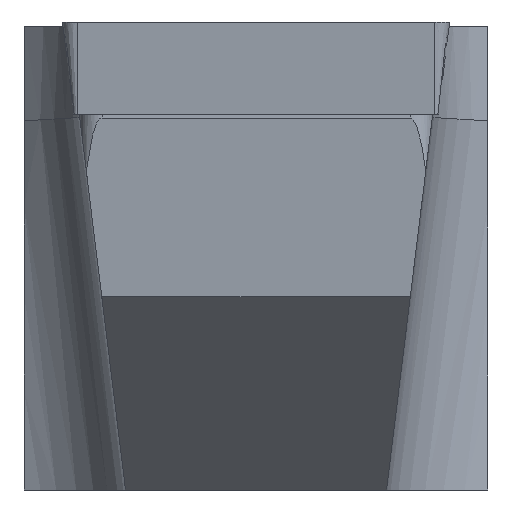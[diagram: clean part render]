
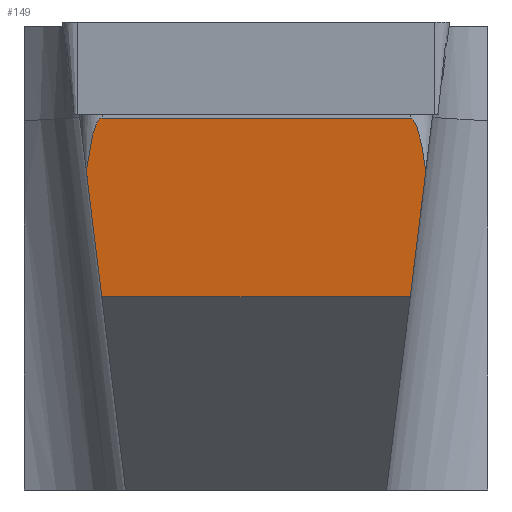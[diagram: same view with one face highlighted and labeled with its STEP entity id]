
A CAD part, left-side view. The second image highlights one B-rep face of the part: STEP entity #149.
In plain terms, the highlighted planar face has unit normal (-0.993, 0, -0.122).
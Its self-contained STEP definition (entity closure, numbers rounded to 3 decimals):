
#123=ELLIPSE('',#659,9.847,1.2);
#127=ELLIPSE('',#666,9.847,1.2);
#149=ADVANCED_FACE('',(#202),#176,.F.);
#176=PLANE('',#684);
#202=FACE_OUTER_BOUND('',#233,.T.);
#233=EDGE_LOOP('',(#339,#340,#341,#342,#343,#344));
#339=ORIENTED_EDGE('',*,*,#495,.F.);
#340=ORIENTED_EDGE('',*,*,#511,.T.);
#341=ORIENTED_EDGE('',*,*,#512,.T.);
#342=ORIENTED_EDGE('',*,*,#513,.T.);
#343=ORIENTED_EDGE('',*,*,#486,.F.);
#344=ORIENTED_EDGE('',*,*,#492,.F.);
#431=VERTEX_POINT('',#931);
#432=VERTEX_POINT('',#932);
#436=VERTEX_POINT('',#942);
#437=VERTEX_POINT('',#947);
#443=VERTEX_POINT('',#980);
#444=VERTEX_POINT('',#982);
#486=EDGE_CURVE('',#431,#432,#123,.T.);
#492=EDGE_CURVE('',#436,#431,#564,.T.);
#495=EDGE_CURVE('',#437,#436,#127,.T.);
#511=EDGE_CURVE('',#437,#443,#574,.T.);
#512=EDGE_CURVE('',#443,#444,#575,.T.);
#513=EDGE_CURVE('',#444,#432,#576,.T.);
#564=LINE('',#943,#621);
#574=LINE('',#979,#631);
#575=LINE('',#981,#632);
#576=LINE('',#983,#633);
#621=VECTOR('',#760,1.);
#631=VECTOR('',#810,1.);
#632=VECTOR('',#811,1.);
#633=VECTOR('',#812,1.);
#659=AXIS2_PLACEMENT_3D('',#930,#748,#749);
#666=AXIS2_PLACEMENT_3D('',#948,#766,#767);
#684=AXIS2_PLACEMENT_3D('',#984,#813,#814);
#748=DIRECTION('',(0.993,0.,0.122));
#749=DIRECTION('',(-0.122,0.,0.993));
#760=DIRECTION('',(0.,-1.,0.));
#766=DIRECTION('',(0.993,0.,0.122));
#767=DIRECTION('',(-0.122,0.,0.993));
#810=DIRECTION('',(0.121,-0.121,-0.985));
#811=DIRECTION('',(0.,-1.,0.));
#812=DIRECTION('',(-0.121,-0.121,0.985));
#813=DIRECTION('',(0.993,0.,0.122));
#814=DIRECTION('',(0.122,0.,-0.993));
#930=CARTESIAN_POINT('',(1.984,-20.801,-14.733));
#931=CARTESIAN_POINT('',(0.784,-20.801,-4.96));
#932=CARTESIAN_POINT('',(1.134,-21.648,-7.804));
#942=CARTESIAN_POINT('',(0.784,-4.201,-4.96));
#943=CARTESIAN_POINT('',(0.784,-50.,-4.96));
#947=CARTESIAN_POINT('',(1.134,-3.355,-7.804));
#948=CARTESIAN_POINT('',(1.984,-4.201,-14.733));
#979=CARTESIAN_POINT('',(7.924,-10.146,-63.108));
#980=CARTESIAN_POINT('',(1.967,-4.188,-14.588));
#981=CARTESIAN_POINT('',(1.967,-50.,-14.588));
#982=CARTESIAN_POINT('',(1.967,-20.815,-14.588));
#983=CARTESIAN_POINT('',(7.924,-14.857,-63.108));
#984=CARTESIAN_POINT('',(0.784,-50.,-4.96));
